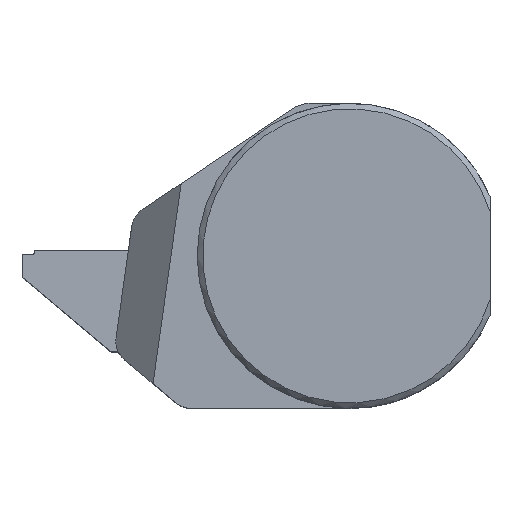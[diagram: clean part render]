
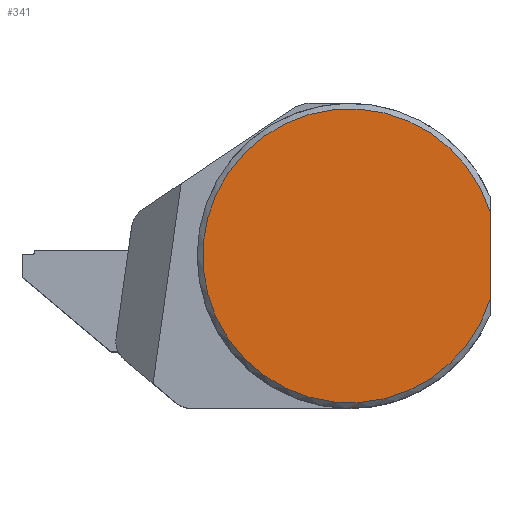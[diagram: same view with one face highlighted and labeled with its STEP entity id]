
A CAD part, top view. The second image highlights one B-rep face of the part: STEP entity #341.
In plain terms, the highlighted planar face has unit normal (0, 0, 1).
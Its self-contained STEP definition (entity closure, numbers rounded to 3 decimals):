
#175=LINE('',#1505,#262);
#262=VECTOR('',#1215,1.);
#341=ADVANCED_FACE('',(#425),#387,.F.);
#387=PLANE('',#1090);
#425=FACE_OUTER_BOUND('',#467,.T.);
#467=EDGE_LOOP('',(#596,#597));
#596=ORIENTED_EDGE('',*,*,#899,.F.);
#597=ORIENTED_EDGE('',*,*,#879,.F.);
#788=VERTEX_POINT('',#1504);
#789=VERTEX_POINT('',#1506);
#879=EDGE_CURVE('',#788,#789,#175,.T.);
#899=EDGE_CURVE('',#789,#788,#971,.T.);
#971=CIRCLE('',#1089,12.049);
#1089=AXIS2_PLACEMENT_3D('',#1547,#1257,#1258);
#1090=AXIS2_PLACEMENT_3D('',#1548,#1259,#1260);
#1215=DIRECTION('',(0.,-1.,0.));
#1257=DIRECTION('',(0.,0.,-1.));
#1258=DIRECTION('',(1.,0.,0.));
#1259=DIRECTION('',(0.,0.,-1.));
#1260=DIRECTION('',(-1.,0.,0.));
#1504=CARTESIAN_POINT('',(11.5,3.595,0.));
#1505=CARTESIAN_POINT('',(11.5,10.,0.));
#1506=CARTESIAN_POINT('',(11.5,-3.595,0.));
#1547=CARTESIAN_POINT('',(0.,0.,0.));
#1548=CARTESIAN_POINT('',(-12.049,0.,0.));
